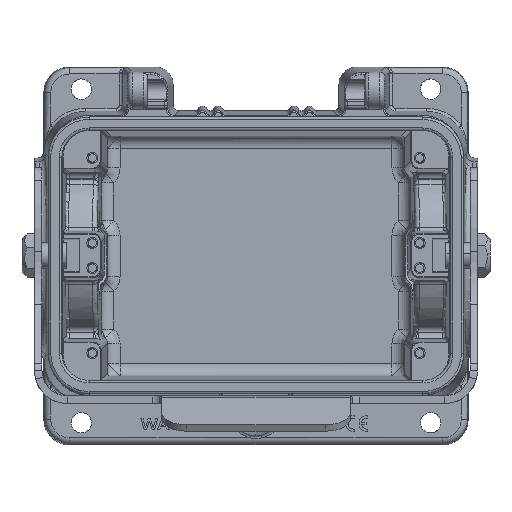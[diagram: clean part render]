
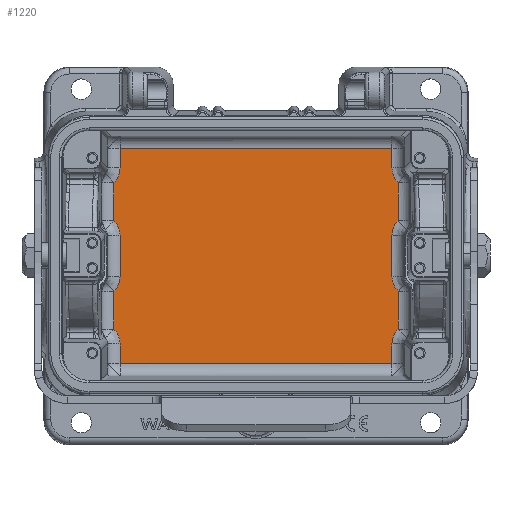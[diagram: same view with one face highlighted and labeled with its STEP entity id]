
A CAD part, top view. The second image highlights one B-rep face of the part: STEP entity #1220.
In plain terms, the highlighted planar face has unit normal (0, 0, 1).
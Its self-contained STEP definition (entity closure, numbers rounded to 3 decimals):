
#711=PLANE('',#14514);
#1220=ADVANCED_FACE('NONE',(#2395),#711,.T.);
#2395=FACE_OUTER_BOUND('',#3225,.T.);
#3225=EDGE_LOOP('',(#6338,#6339,#6340,#6341,#6342,#6343,#6344,#6345,#6346,
#6347,#6348,#6349,#6350,#6351,#6352,#6353,#6354,#6355,#6356,#6357));
#4033=B_SPLINE_CURVE_WITH_KNOTS('',3,(#22152,#22153,#22154,#22155),
 .UNSPECIFIED.,.F.,.F.,(4,4),(0.,1.),.UNSPECIFIED.);
#4034=B_SPLINE_CURVE_WITH_KNOTS('',3,(#22177,#22178,#22179,#22180),
 .UNSPECIFIED.,.F.,.F.,(4,4),(0.,1.),.UNSPECIFIED.);
#4042=B_SPLINE_CURVE_WITH_KNOTS('',3,(#22281,#22282,#22283,#22284),
 .UNSPECIFIED.,.F.,.F.,(4,4),(0.,1.),.UNSPECIFIED.);
#4043=B_SPLINE_CURVE_WITH_KNOTS('',3,(#22306,#22307,#22308,#22309),
 .UNSPECIFIED.,.F.,.F.,(4,4),(0.,1.),.UNSPECIFIED.);
#4048=B_SPLINE_CURVE_WITH_KNOTS('',3,(#22383,#22384,#22385,#22386),
 .UNSPECIFIED.,.F.,.F.,(4,4),(0.,1.),.UNSPECIFIED.);
#4049=B_SPLINE_CURVE_WITH_KNOTS('',3,(#22408,#22409,#22410,#22411),
 .UNSPECIFIED.,.F.,.F.,(4,4),(0.,1.),.UNSPECIFIED.);
#4056=B_SPLINE_CURVE_WITH_KNOTS('',3,(#22520,#22521,#22522,#22523),
 .UNSPECIFIED.,.F.,.F.,(4,4),(0.,1.),.UNSPECIFIED.);
#4062=B_SPLINE_CURVE_WITH_KNOTS('',3,(#22625,#22626,#22627,#22628),
 .UNSPECIFIED.,.F.,.F.,(4,4),(0.,1.),.UNSPECIFIED.);
#6338=ORIENTED_EDGE('',*,*,#10968,.T.);
#6339=ORIENTED_EDGE('',*,*,#11079,.T.);
#6340=ORIENTED_EDGE('',*,*,#10993,.T.);
#6341=ORIENTED_EDGE('',*,*,#11080,.T.);
#6342=ORIENTED_EDGE('',*,*,#11205,.T.);
#6343=ORIENTED_EDGE('',*,*,#11084,.T.);
#6344=ORIENTED_EDGE('',*,*,#10981,.T.);
#6345=ORIENTED_EDGE('',*,*,#11067,.T.);
#6346=ORIENTED_EDGE('',*,*,#10941,.T.);
#6347=ORIENTED_EDGE('',*,*,#11068,.T.);
#6348=ORIENTED_EDGE('',*,*,#10942,.T.);
#6349=ORIENTED_EDGE('',*,*,#11070,.T.);
#6350=ORIENTED_EDGE('',*,*,#10955,.T.);
#6351=ORIENTED_EDGE('',*,*,#11071,.T.);
#6352=ORIENTED_EDGE('',*,*,#11206,.T.);
#6353=ORIENTED_EDGE('',*,*,#11075,.T.);
#6354=ORIENTED_EDGE('',*,*,#10956,.T.);
#6355=ORIENTED_EDGE('',*,*,#11077,.T.);
#6356=ORIENTED_EDGE('',*,*,#10967,.T.);
#6357=ORIENTED_EDGE('',*,*,#11078,.T.);
#9436=VERTEX_POINT('',#22110);
#9437=VERTEX_POINT('',#22119);
#9439=VERTEX_POINT('',#22151);
#9440=VERTEX_POINT('',#22181);
#9441=VERTEX_POINT('',#22182);
#9444=VERTEX_POINT('',#22248);
#9446=VERTEX_POINT('',#22280);
#9447=VERTEX_POINT('',#22310);
#9448=VERTEX_POINT('',#22311);
#9450=VERTEX_POINT('',#22376);
#9451=VERTEX_POINT('',#22382);
#9452=VERTEX_POINT('',#22412);
#9453=VERTEX_POINT('',#22413);
#9454=VERTEX_POINT('',#22450);
#9456=VERTEX_POINT('',#22524);
#9463=VERTEX_POINT('',#22624);
#9497=VERTEX_POINT('',#23022);
#9500=VERTEX_POINT('',#23035);
#9501=VERTEX_POINT('',#23045);
#9504=VERTEX_POINT('',#23053);
#10941=EDGE_CURVE('NONE',#9437,#9439,#4033,.T.);
#10942=EDGE_CURVE('NONE',#9440,#9441,#4034,.T.);
#10955=EDGE_CURVE('NONE',#9444,#9446,#4042,.T.);
#10956=EDGE_CURVE('NONE',#9447,#9448,#4043,.T.);
#10967=EDGE_CURVE('NONE',#9450,#9451,#4048,.T.);
#10968=EDGE_CURVE('NONE',#9452,#9453,#4049,.T.);
#10981=EDGE_CURVE('NONE',#9456,#9436,#4056,.T.);
#10993=EDGE_CURVE('NONE',#9454,#9463,#4062,.T.);
#11067=EDGE_CURVE('NONE',#9436,#9437,#12614,.T.);
#11068=EDGE_CURVE('NONE',#9439,#9440,#12615,.T.);
#11070=EDGE_CURVE('NONE',#9441,#9444,#12617,.T.);
#11071=EDGE_CURVE('NONE',#9446,#9497,#12618,.T.);
#11075=EDGE_CURVE('NONE',#9500,#9447,#12621,.T.);
#11077=EDGE_CURVE('NONE',#9448,#9450,#12622,.T.);
#11078=EDGE_CURVE('NONE',#9451,#9452,#12623,.T.);
#11079=EDGE_CURVE('NONE',#9453,#9454,#12624,.T.);
#11080=EDGE_CURVE('NONE',#9463,#9501,#12625,.T.);
#11084=EDGE_CURVE('NONE',#9504,#9456,#12628,.T.);
#11205=EDGE_CURVE('NONE',#9501,#9504,#12691,.T.);
#11206=EDGE_CURVE('NONE',#9497,#9500,#12692,.T.);
#12614=LINE('',#23014,#13476);
#12615=LINE('',#23016,#13477);
#12617=LINE('',#23019,#13479);
#12618=LINE('',#23021,#13480);
#12621=LINE('',#23034,#13483);
#12622=LINE('',#23038,#13484);
#12623=LINE('',#23040,#13485);
#12624=LINE('',#23042,#13486);
#12625=LINE('',#23044,#13487);
#12628=LINE('',#23052,#13490);
#12691=LINE('',#23622,#13553);
#12692=LINE('',#23623,#13554);
#13476=VECTOR('',#16162,1.);
#13477=VECTOR('',#16165,1.);
#13479=VECTOR('',#16169,1.);
#13480=VECTOR('',#16172,1.);
#13483=VECTOR('',#16177,1.);
#13484=VECTOR('',#16182,1.);
#13485=VECTOR('',#16185,1.);
#13486=VECTOR('',#16188,1.);
#13487=VECTOR('',#16191,1.);
#13490=VECTOR('',#16198,1.);
#13553=VECTOR('',#16365,1.);
#13554=VECTOR('',#16366,1.);
#14514=AXIS2_PLACEMENT_3D('',#23624,#16367,#16368);
#16162=DIRECTION('',(0.,1.,0.));
#16165=DIRECTION('',(0.,1.,0.));
#16169=DIRECTION('',(0.,1.,0.));
#16172=DIRECTION('',(0.,1.,0.));
#16177=DIRECTION('',(0.,-1.,0.));
#16182=DIRECTION('',(0.,-1.,0.));
#16185=DIRECTION('',(0.,-1.,0.));
#16188=DIRECTION('',(0.,-1.,0.));
#16191=DIRECTION('',(0.,-1.,0.));
#16198=DIRECTION('',(0.,1.,0.));
#16365=DIRECTION('',(1.,0.,0.));
#16366=DIRECTION('',(-1.,0.,0.));
#16367=DIRECTION('',(0.,0.,1.));
#16368=DIRECTION('',(0.,1.,0.));
#22110=CARTESIAN_POINT('',(45.206,-23.264,-55.069));
#22119=CARTESIAN_POINT('',(45.206,-11.236,-55.069));
#22151=CARTESIAN_POINT('',(43.206,-6.546,-55.068));
#22152=CARTESIAN_POINT('',(45.206,-11.236,-55.069));
#22153=CARTESIAN_POINT('',(43.877,-9.955,-55.069));
#22154=CARTESIAN_POINT('',(43.21,-8.392,-55.069));
#22155=CARTESIAN_POINT('',(43.206,-6.546,-55.069));
#22177=CARTESIAN_POINT('',(43.206,6.546,-55.069));
#22178=CARTESIAN_POINT('',(43.21,8.392,-55.069));
#22179=CARTESIAN_POINT('',(43.877,9.955,-55.069));
#22180=CARTESIAN_POINT('',(45.206,11.236,-55.069));
#22181=CARTESIAN_POINT('',(43.206,6.546,-55.068));
#22182=CARTESIAN_POINT('',(45.206,11.236,-55.069));
#22248=CARTESIAN_POINT('',(45.206,23.264,-55.069));
#22280=CARTESIAN_POINT('',(43.206,27.954,-55.068));
#22281=CARTESIAN_POINT('',(45.206,23.264,-55.069));
#22282=CARTESIAN_POINT('',(43.877,24.545,-55.069));
#22283=CARTESIAN_POINT('',(43.21,26.108,-55.069));
#22284=CARTESIAN_POINT('',(43.206,27.954,-55.069));
#22306=CARTESIAN_POINT('',(-43.206,27.954,-55.069));
#22307=CARTESIAN_POINT('',(-43.21,26.108,-55.069));
#22308=CARTESIAN_POINT('',(-43.877,24.545,-55.069));
#22309=CARTESIAN_POINT('',(-45.206,23.264,-55.069));
#22310=CARTESIAN_POINT('',(-43.206,27.954,-55.068));
#22311=CARTESIAN_POINT('',(-45.206,23.264,-55.069));
#22376=CARTESIAN_POINT('',(-45.206,11.236,-55.069));
#22382=CARTESIAN_POINT('',(-43.206,6.546,-55.068));
#22383=CARTESIAN_POINT('',(-45.206,11.236,-55.069));
#22384=CARTESIAN_POINT('',(-43.877,9.955,-55.069));
#22385=CARTESIAN_POINT('',(-43.21,8.392,-55.069));
#22386=CARTESIAN_POINT('',(-43.206,6.546,-55.069));
#22408=CARTESIAN_POINT('',(-43.206,-6.546,-55.069));
#22409=CARTESIAN_POINT('',(-43.21,-8.392,-55.069));
#22410=CARTESIAN_POINT('',(-43.877,-9.955,-55.069));
#22411=CARTESIAN_POINT('',(-45.206,-11.236,-55.069));
#22412=CARTESIAN_POINT('',(-43.206,-6.546,-55.068));
#22413=CARTESIAN_POINT('',(-45.206,-11.236,-55.069));
#22450=CARTESIAN_POINT('',(-45.206,-23.264,-55.069));
#22520=CARTESIAN_POINT('',(43.206,-27.954,-55.069));
#22521=CARTESIAN_POINT('',(43.21,-26.108,-55.069));
#22522=CARTESIAN_POINT('',(43.877,-24.545,-55.069));
#22523=CARTESIAN_POINT('',(45.206,-23.264,-55.069));
#22524=CARTESIAN_POINT('',(43.206,-27.954,-55.068));
#22624=CARTESIAN_POINT('',(-43.206,-27.954,-55.068));
#22625=CARTESIAN_POINT('',(-45.206,-23.264,-55.069));
#22626=CARTESIAN_POINT('',(-43.877,-24.545,-55.069));
#22627=CARTESIAN_POINT('',(-43.21,-26.108,-55.069));
#22628=CARTESIAN_POINT('',(-43.206,-27.954,-55.069));
#23014=CARTESIAN_POINT('',(45.206,0.,-55.069));
#23016=CARTESIAN_POINT('',(43.206,0.,-55.069));
#23019=CARTESIAN_POINT('',(45.206,0.,-55.069));
#23021=CARTESIAN_POINT('',(43.206,0.,-55.069));
#23022=CARTESIAN_POINT('',(43.206,34.173,-55.069));
#23034=CARTESIAN_POINT('',(-43.206,0.,-55.069));
#23035=CARTESIAN_POINT('',(-43.206,34.173,-55.069));
#23038=CARTESIAN_POINT('',(-45.206,0.,-55.069));
#23040=CARTESIAN_POINT('',(-43.206,0.,-55.069));
#23042=CARTESIAN_POINT('',(-45.206,0.,-55.069));
#23044=CARTESIAN_POINT('',(-43.206,0.,-55.069));
#23045=CARTESIAN_POINT('',(-43.206,-34.173,-55.069));
#23052=CARTESIAN_POINT('',(43.206,0.,-55.069));
#23053=CARTESIAN_POINT('',(43.206,-34.173,-55.069));
#23622=CARTESIAN_POINT('',(49.436,-34.173,-55.069));
#23623=CARTESIAN_POINT('',(-49.424,34.173,-55.069));
#23624=CARTESIAN_POINT('',(0.,0.,-55.069));
